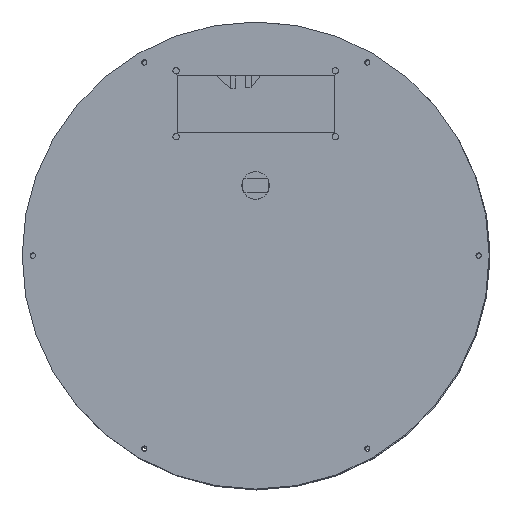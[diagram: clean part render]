
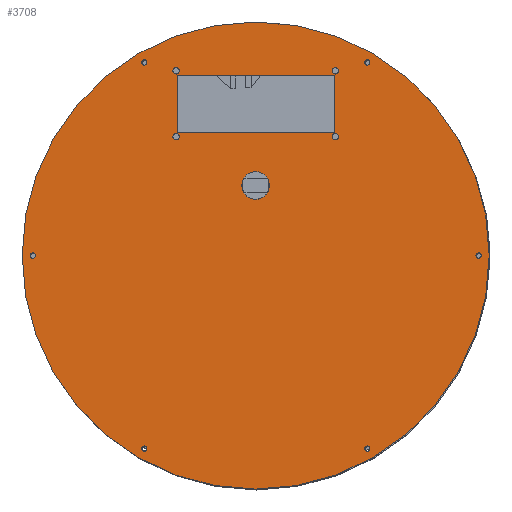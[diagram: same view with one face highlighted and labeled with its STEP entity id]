
A CAD part, top view. The second image highlights one B-rep face of the part: STEP entity #3708.
In plain terms, the highlighted planar face has unit normal (0, 0, 1).
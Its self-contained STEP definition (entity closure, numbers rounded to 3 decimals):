
#101=FACE_BOUND('',#559,.T.);
#102=FACE_BOUND('',#560,.T.);
#103=FACE_BOUND('',#561,.T.);
#104=FACE_BOUND('',#562,.T.);
#105=FACE_BOUND('',#563,.T.);
#106=FACE_BOUND('',#564,.T.);
#107=FACE_BOUND('',#565,.T.);
#108=FACE_BOUND('',#566,.T.);
#109=FACE_BOUND('',#567,.T.);
#110=FACE_BOUND('',#568,.T.);
#111=FACE_BOUND('',#569,.T.);
#112=FACE_BOUND('',#570,.T.);
#247=PLANE('',#3953);
#367=FACE_OUTER_BOUND('',#558,.T.);
#558=EDGE_LOOP('',(#2680));
#559=EDGE_LOOP('',(#2681));
#560=EDGE_LOOP('',(#2682));
#561=EDGE_LOOP('',(#2683));
#562=EDGE_LOOP('',(#2684));
#563=EDGE_LOOP('',(#2685));
#564=EDGE_LOOP('',(#2686));
#565=EDGE_LOOP('',(#2687));
#566=EDGE_LOOP('',(#2688));
#567=EDGE_LOOP('',(#2689));
#568=EDGE_LOOP('',(#2690));
#569=EDGE_LOOP('',(#2691,#2692,#2693,#2694));
#570=EDGE_LOOP('',(#2695));
#899=LINE('',#5435,#1222);
#902=LINE('',#5441,#1225);
#905=LINE('',#5447,#1228);
#908=LINE('',#5451,#1231);
#1222=VECTOR('',#4395,10.);
#1225=VECTOR('',#4400,10.);
#1228=VECTOR('',#4405,10.);
#1231=VECTOR('',#4410,10.);
#1497=CIRCLE('',#3901,1.25);
#1499=CIRCLE('',#3904,1.25);
#1501=CIRCLE('',#3907,1.25);
#1503=CIRCLE('',#3910,1.25);
#1505=CIRCLE('',#3913,1.25);
#1507=CIRCLE('',#3916,1.25);
#1509=CIRCLE('',#3931,1.5);
#1511=CIRCLE('',#3934,6.5);
#1514=CIRCLE('',#3938,1.5);
#1516=CIRCLE('',#3941,1.5);
#1518=CIRCLE('',#3948,1.5);
#1520=CIRCLE('',#3951,110.);
#1656=VERTEX_POINT('',#5295);
#1658=VERTEX_POINT('',#5301);
#1660=VERTEX_POINT('',#5307);
#1662=VERTEX_POINT('',#5313);
#1664=VERTEX_POINT('',#5319);
#1666=VERTEX_POINT('',#5325);
#1692=VERTEX_POINT('',#5403);
#1694=VERTEX_POINT('',#5409);
#1697=VERTEX_POINT('',#5417);
#1699=VERTEX_POINT('',#5423);
#1703=VERTEX_POINT('',#5432);
#1704=VERTEX_POINT('',#5434);
#1706=VERTEX_POINT('',#5440);
#1708=VERTEX_POINT('',#5446);
#1709=VERTEX_POINT('',#5453);
#1711=VERTEX_POINT('',#5459);
#2021=EDGE_CURVE('',#1656,#1656,#1497,.T.);
#2024=EDGE_CURVE('',#1658,#1658,#1499,.T.);
#2027=EDGE_CURVE('',#1660,#1660,#1501,.T.);
#2030=EDGE_CURVE('',#1662,#1662,#1503,.T.);
#2033=EDGE_CURVE('',#1664,#1664,#1505,.T.);
#2036=EDGE_CURVE('',#1666,#1666,#1507,.T.);
#2075=EDGE_CURVE('',#1692,#1692,#1509,.T.);
#2078=EDGE_CURVE('',#1694,#1694,#1511,.T.);
#2082=EDGE_CURVE('',#1697,#1697,#1514,.T.);
#2085=EDGE_CURVE('',#1699,#1699,#1516,.T.);
#2090=EDGE_CURVE('',#1704,#1703,#899,.T.);
#2093=EDGE_CURVE('',#1706,#1704,#902,.T.);
#2096=EDGE_CURVE('',#1708,#1706,#905,.T.);
#2099=EDGE_CURVE('',#1703,#1708,#908,.T.);
#2100=EDGE_CURVE('',#1709,#1709,#1518,.T.);
#2103=EDGE_CURVE('',#1711,#1711,#1520,.T.);
#2680=ORIENTED_EDGE('',*,*,#2103,.T.);
#2681=ORIENTED_EDGE('',*,*,#2021,.T.);
#2682=ORIENTED_EDGE('',*,*,#2024,.T.);
#2683=ORIENTED_EDGE('',*,*,#2027,.T.);
#2684=ORIENTED_EDGE('',*,*,#2030,.T.);
#2685=ORIENTED_EDGE('',*,*,#2033,.T.);
#2686=ORIENTED_EDGE('',*,*,#2036,.T.);
#2687=ORIENTED_EDGE('',*,*,#2075,.T.);
#2688=ORIENTED_EDGE('',*,*,#2078,.T.);
#2689=ORIENTED_EDGE('',*,*,#2082,.T.);
#2690=ORIENTED_EDGE('',*,*,#2085,.T.);
#2691=ORIENTED_EDGE('',*,*,#2096,.T.);
#2692=ORIENTED_EDGE('',*,*,#2093,.T.);
#2693=ORIENTED_EDGE('',*,*,#2090,.T.);
#2694=ORIENTED_EDGE('',*,*,#2099,.T.);
#2695=ORIENTED_EDGE('',*,*,#2100,.T.);
#3708=ADVANCED_FACE('',(#367,#101,#102,#103,#104,#105,#106,#107,#108,#109,
#110,#111,#112),#247,.T.);
#3901=AXIS2_PLACEMENT_3D('',#5296,#4261,#4262);
#3904=AXIS2_PLACEMENT_3D('',#5302,#4268,#4269);
#3907=AXIS2_PLACEMENT_3D('',#5308,#4275,#4276);
#3910=AXIS2_PLACEMENT_3D('',#5314,#4282,#4283);
#3913=AXIS2_PLACEMENT_3D('',#5320,#4289,#4290);
#3916=AXIS2_PLACEMENT_3D('',#5326,#4296,#4297);
#3931=AXIS2_PLACEMENT_3D('',#5404,#4363,#4364);
#3934=AXIS2_PLACEMENT_3D('',#5410,#4370,#4371);
#3938=AXIS2_PLACEMENT_3D('',#5418,#4379,#4380);
#3941=AXIS2_PLACEMENT_3D('',#5424,#4386,#4387);
#3948=AXIS2_PLACEMENT_3D('',#5454,#4413,#4414);
#3951=AXIS2_PLACEMENT_3D('',#5460,#4420,#4421);
#3953=AXIS2_PLACEMENT_3D('',#5464,#4425,#4426);
#4261=DIRECTION('center_axis',(0.,0.,-1.));
#4262=DIRECTION('ref_axis',(-0.5,0.866,0.));
#4268=DIRECTION('center_axis',(0.,0.,-1.));
#4269=DIRECTION('ref_axis',(0.5,0.866,0.));
#4275=DIRECTION('center_axis',(0.,0.,-1.));
#4276=DIRECTION('ref_axis',(1.,0.,0.));
#4282=DIRECTION('center_axis',(0.,0.,-1.));
#4283=DIRECTION('ref_axis',(0.5,-0.866,0.));
#4289=DIRECTION('center_axis',(0.,0.,-1.));
#4290=DIRECTION('ref_axis',(-0.5,-0.866,0.));
#4296=DIRECTION('center_axis',(0.,0.,-1.));
#4297=DIRECTION('ref_axis',(-1.,0.,0.));
#4363=DIRECTION('center_axis',(0.,0.,-1.));
#4364=DIRECTION('ref_axis',(-1.,0.,0.));
#4370=DIRECTION('center_axis',(0.,0.,-1.));
#4371=DIRECTION('ref_axis',(-1.,0.,0.));
#4379=DIRECTION('center_axis',(0.,0.,-1.));
#4380=DIRECTION('ref_axis',(-1.,0.,0.));
#4386=DIRECTION('center_axis',(0.,0.,-1.));
#4387=DIRECTION('ref_axis',(-1.,0.,0.));
#4395=DIRECTION('',(0.,1.,0.));
#4400=DIRECTION('',(-1.,0.,0.));
#4405=DIRECTION('',(0.,-1.,0.));
#4410=DIRECTION('',(1.,0.,0.));
#4413=DIRECTION('center_axis',(0.,0.,-1.));
#4414=DIRECTION('ref_axis',(-1.,0.,0.));
#4420=DIRECTION('center_axis',(0.,0.,1.));
#4421=DIRECTION('ref_axis',(1.,0.,0.));
#4425=DIRECTION('center_axis',(0.,0.,1.));
#4426=DIRECTION('ref_axis',(1.,0.,0.));
#5295=CARTESIAN_POINT('',(-51.875,89.85,3.));
#5296=CARTESIAN_POINT('Origin',(-52.5,90.933,3.));
#5301=CARTESIAN_POINT('',(51.875,89.85,3.));
#5302=CARTESIAN_POINT('Origin',(52.5,90.933,3.));
#5307=CARTESIAN_POINT('',(103.75,0.,3.));
#5308=CARTESIAN_POINT('Origin',(105.,0.,3.));
#5313=CARTESIAN_POINT('',(51.875,-89.85,3.));
#5314=CARTESIAN_POINT('Origin',(52.5,-90.933,3.));
#5319=CARTESIAN_POINT('',(-51.875,-89.85,3.));
#5320=CARTESIAN_POINT('Origin',(-52.5,-90.933,3.));
#5325=CARTESIAN_POINT('',(-103.75,0.,3.));
#5326=CARTESIAN_POINT('Origin',(-105.,0.,3.));
#5403=CARTESIAN_POINT('',(-36.,87.,3.));
#5404=CARTESIAN_POINT('Origin',(-37.5,87.,3.));
#5409=CARTESIAN_POINT('',(6.5,33.,3.));
#5410=CARTESIAN_POINT('Origin',(0.,33.,3.));
#5417=CARTESIAN_POINT('',(39.,87.,3.));
#5418=CARTESIAN_POINT('Origin',(37.5,87.,3.));
#5423=CARTESIAN_POINT('',(-36.,56.,3.));
#5424=CARTESIAN_POINT('Origin',(-37.5,56.,3.));
#5432=CARTESIAN_POINT('',(-37.,85.,3.));
#5434=CARTESIAN_POINT('',(-37.,58.,3.));
#5435=CARTESIAN_POINT('',(-37.,29.,3.));
#5440=CARTESIAN_POINT('',(37.,58.,3.));
#5441=CARTESIAN_POINT('',(18.5,58.,3.));
#5446=CARTESIAN_POINT('',(37.,85.,3.));
#5447=CARTESIAN_POINT('',(37.,42.5,3.));
#5451=CARTESIAN_POINT('',(-18.5,85.,3.));
#5453=CARTESIAN_POINT('',(39.,56.,3.));
#5454=CARTESIAN_POINT('Origin',(37.5,56.,3.));
#5459=CARTESIAN_POINT('',(-110.,0.,3.));
#5460=CARTESIAN_POINT('Origin',(0.,0.,3.));
#5464=CARTESIAN_POINT('Origin',(0.,0.,3.));
